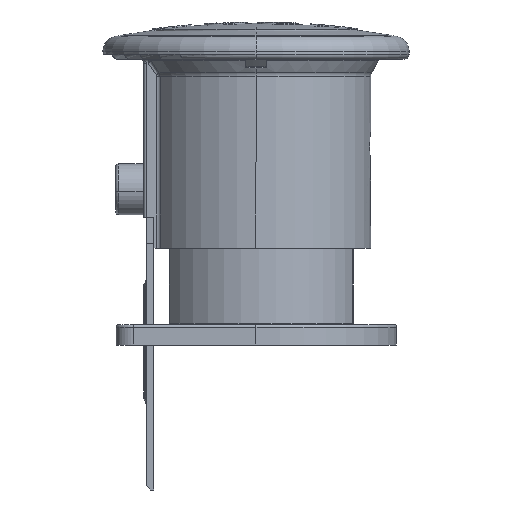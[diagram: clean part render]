
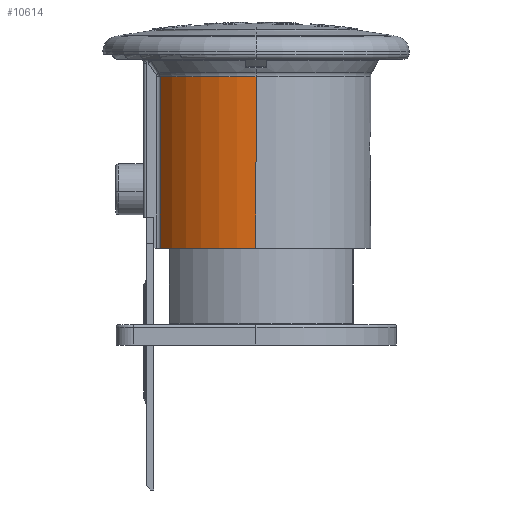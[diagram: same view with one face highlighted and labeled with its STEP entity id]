
A CAD part, front view. The second image highlights one B-rep face of the part: STEP entity #10614.
In plain terms, the highlighted cylindrical face has radius 22.5 mm (diameter 45 mm), a partial arc.
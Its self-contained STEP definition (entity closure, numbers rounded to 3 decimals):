
#168 = ORIENTED_EDGE ( 'NONE', *, *, #23921, .F. ) ;
#250 = VERTEX_POINT ( 'NONE', #738 ) ;
#738 = CARTESIAN_POINT ( 'NONE',  ( -18.801, 0., 12.361 ) ) ;
#1893 = CARTESIAN_POINT ( 'NONE',  ( 0., 33.598, 22.5 ) ) ;
#1926 = DIRECTION ( 'NONE',  ( 0., 1., 0. ) ) ;
#2512 = VECTOR ( 'NONE', #23025, 1000. ) ;
#3233 = DIRECTION ( 'NONE',  ( 0., 0., -1. ) ) ;
#3883 = EDGE_CURVE ( 'NONE', #42957, #250, #24728, .T. ) ;
#5916 = EDGE_CURVE ( 'NONE', #43090, #42957, #29529, .T. ) ;
#6135 = DIRECTION ( 'NONE',  ( 0., -1., 0. ) ) ;
#6345 = FACE_OUTER_BOUND ( 'NONE', #35013, .T. ) ;
#10614 = ADVANCED_FACE ( 'NONE', ( #6345 ), #25814, .T. ) ;
#11995 = ORIENTED_EDGE ( 'NONE', *, *, #5916, .T. ) ;
#14448 = CIRCLE ( 'NONE', #37454, 22.5 ) ;
#14904 = CARTESIAN_POINT ( 'NONE',  ( 0., 38., 22.5 ) ) ;
#15551 = VERTEX_POINT ( 'NONE', #19026 ) ;
#18369 = DIRECTION ( 'NONE',  ( 0., -1., 0. ) ) ;
#19026 = CARTESIAN_POINT ( 'NONE',  ( 0., 0., 22.5 ) ) ;
#23025 = DIRECTION ( 'NONE',  ( 0., -1., 0. ) ) ;
#23921 = EDGE_CURVE ( 'NONE', #43090, #15551, #44236, .T. ) ;
#24728 = LINE ( 'NONE', #49553, #2512 ) ;
#25814 = CYLINDRICAL_SURFACE ( 'NONE', #42641, 22.5 ) ;
#28501 = CARTESIAN_POINT ( 'NONE',  ( 0., 0., 0. ) ) ;
#29529 = CIRCLE ( 'NONE', #40176, 22.5 ) ;
#29789 = DIRECTION ( 'NONE',  ( 0., -1., 0. ) ) ;
#32431 = VECTOR ( 'NONE', #6135, 1000. ) ;
#32961 = DIRECTION ( 'NONE',  ( 0., 0., 1. ) ) ;
#35013 = EDGE_LOOP ( 'NONE', ( #168, #11995, #48831, #40610 ) ) ;
#37454 = AXIS2_PLACEMENT_3D ( 'NONE', #28501, #1926, #32961 ) ;
#40176 = AXIS2_PLACEMENT_3D ( 'NONE', #56396, #29789, #3233 ) ;
#40610 = ORIENTED_EDGE ( 'NONE', *, *, #55539, .T. ) ;
#42641 = AXIS2_PLACEMENT_3D ( 'NONE', #53684, #18369, #49377 ) ;
#42957 = VERTEX_POINT ( 'NONE', #45369 ) ;
#43090 = VERTEX_POINT ( 'NONE', #1893 ) ;
#44236 = LINE ( 'NONE', #14904, #32431 ) ;
#45369 = CARTESIAN_POINT ( 'NONE',  ( -18.801, 33.598, 12.361 ) ) ;
#48831 = ORIENTED_EDGE ( 'NONE', *, *, #3883, .T. ) ;
#49377 = DIRECTION ( 'NONE',  ( 0., 0., -1. ) ) ;
#49553 = CARTESIAN_POINT ( 'NONE',  ( -18.801, 38., 12.361 ) ) ;
#53684 = CARTESIAN_POINT ( 'NONE',  ( 0., 38., 0. ) ) ;
#55539 = EDGE_CURVE ( 'NONE', #250, #15551, #14448, .T. ) ;
#56396 = CARTESIAN_POINT ( 'NONE',  ( 0., 33.598, 0. ) ) ;
